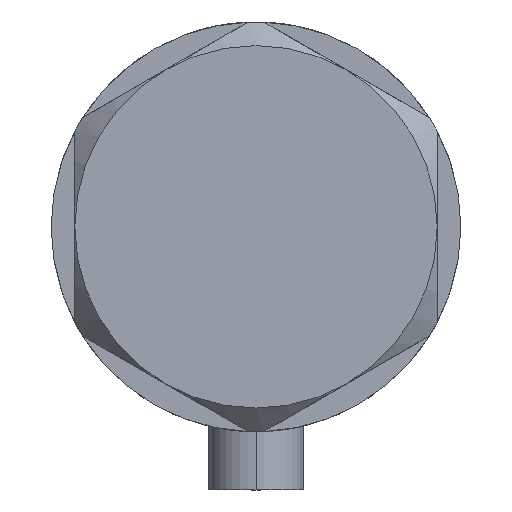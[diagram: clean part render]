
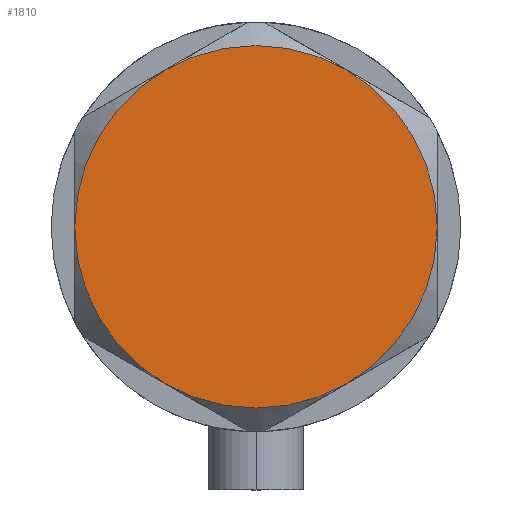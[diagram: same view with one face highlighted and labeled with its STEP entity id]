
A CAD part, left-side view. The second image highlights one B-rep face of the part: STEP entity #1810.
In plain terms, the highlighted face is planar.
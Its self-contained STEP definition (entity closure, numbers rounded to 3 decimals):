
#127 = DIRECTION ( 'NONE',  ( 0., 0., 1. ) ) ;
#231 = DIRECTION ( 'NONE',  ( 0., 0., 1. ) ) ;
#759 = CARTESIAN_POINT ( 'NONE',  ( 0., 0., 9. ) ) ;
#778 = DIRECTION ( 'NONE',  ( 1., 0., 0. ) ) ;
#801 = CIRCLE ( 'NONE', #2976, 23. ) ;
#825 = VERTEX_POINT ( 'NONE', #4784 ) ;
#854 = AXIS2_PLACEMENT_3D ( 'NONE', #759, #1858, #2328 ) ;
#902 = CARTESIAN_POINT ( 'NONE',  ( 0., 0., 9. ) ) ;
#941 = CARTESIAN_POINT ( 'NONE',  ( 0., 0., 9. ) ) ;
#1223 = EDGE_CURVE ( 'NONE', #4929, #3191, #1857, .T. ) ;
#1273 = DIRECTION ( 'NONE',  ( 1., 0., 0. ) ) ;
#1278 = CARTESIAN_POINT ( 'NONE',  ( -11.5, 19.919, 9. ) ) ;
#1432 = CARTESIAN_POINT ( 'NONE',  ( 0., 0., 9. ) ) ;
#1485 = ORIENTED_EDGE ( 'NONE', *, *, #2833, .T. ) ;
#1760 = DIRECTION ( 'NONE',  ( 1., 0., 0. ) ) ;
#1787 = CIRCLE ( 'NONE', #4731, 23. ) ;
#1810 = ADVANCED_FACE ( 'NONE', ( #4364 ), #3489, .T. ) ;
#1857 = CIRCLE ( 'NONE', #2358, 23. ) ;
#1858 = DIRECTION ( 'NONE',  ( 0., 0., 1. ) ) ;
#2039 = ORIENTED_EDGE ( 'NONE', *, *, #4090, .T. ) ;
#2049 = CIRCLE ( 'NONE', #3974, 23. ) ;
#2060 = CARTESIAN_POINT ( 'NONE',  ( 0., 0., 9. ) ) ;
#2110 = DIRECTION ( 'NONE',  ( 1., 0., 0. ) ) ;
#2122 = AXIS2_PLACEMENT_3D ( 'NONE', #941, #231, #4647 ) ;
#2132 = DIRECTION ( 'NONE',  ( 0., 0., 1. ) ) ;
#2157 = ORIENTED_EDGE ( 'NONE', *, *, #1223, .T. ) ;
#2163 = CARTESIAN_POINT ( 'NONE',  ( 0., 0., 9. ) ) ;
#2241 = EDGE_LOOP ( 'NONE', ( #2039, #4132, #4732, #2770, #2157, #1485 ) ) ;
#2289 = CIRCLE ( 'NONE', #2122, 23. ) ;
#2328 = DIRECTION ( 'NONE',  ( 1., 0., 0. ) ) ;
#2358 = AXIS2_PLACEMENT_3D ( 'NONE', #4762, #4878, #1273 ) ;
#2432 = CARTESIAN_POINT ( 'NONE',  ( -11.5, -19.919, 9. ) ) ;
#2464 = AXIS2_PLACEMENT_3D ( 'NONE', #2060, #4876, #778 ) ;
#2770 = ORIENTED_EDGE ( 'NONE', *, *, #3591, .T. ) ;
#2784 = CARTESIAN_POINT ( 'NONE',  ( 11.5, 19.919, 9. ) ) ;
#2796 = EDGE_CURVE ( 'NONE', #3928, #3236, #2289, .T. ) ;
#2833 = EDGE_CURVE ( 'NONE', #3191, #3432, #1787, .T. ) ;
#2976 = AXIS2_PLACEMENT_3D ( 'NONE', #2163, #3750, #2110 ) ;
#3191 = VERTEX_POINT ( 'NONE', #2432 ) ;
#3236 = VERTEX_POINT ( 'NONE', #1278 ) ;
#3432 = VERTEX_POINT ( 'NONE', #3527 ) ;
#3489 = PLANE ( 'NONE',  #854 ) ;
#3527 = CARTESIAN_POINT ( 'NONE',  ( 11.5, -19.919, 9. ) ) ;
#3591 = EDGE_CURVE ( 'NONE', #3236, #4929, #4740, .T. ) ;
#3750 = DIRECTION ( 'NONE',  ( 0., 0., 1. ) ) ;
#3928 = VERTEX_POINT ( 'NONE', #2784 ) ;
#3974 = AXIS2_PLACEMENT_3D ( 'NONE', #902, #2132, #4925 ) ;
#4090 = EDGE_CURVE ( 'NONE', #3432, #825, #2049, .T. ) ;
#4107 = CARTESIAN_POINT ( 'NONE',  ( -23., 0., 9. ) ) ;
#4132 = ORIENTED_EDGE ( 'NONE', *, *, #4932, .T. ) ;
#4364 = FACE_OUTER_BOUND ( 'NONE', #2241, .T. ) ;
#4647 = DIRECTION ( 'NONE',  ( 1., 0., 0. ) ) ;
#4731 = AXIS2_PLACEMENT_3D ( 'NONE', #1432, #127, #1760 ) ;
#4732 = ORIENTED_EDGE ( 'NONE', *, *, #2796, .T. ) ;
#4740 = CIRCLE ( 'NONE', #2464, 23. ) ;
#4762 = CARTESIAN_POINT ( 'NONE',  ( 0., 0., 9. ) ) ;
#4784 = CARTESIAN_POINT ( 'NONE',  ( 23., 0., 9. ) ) ;
#4876 = DIRECTION ( 'NONE',  ( 0., 0., 1. ) ) ;
#4878 = DIRECTION ( 'NONE',  ( 0., 0., 1. ) ) ;
#4925 = DIRECTION ( 'NONE',  ( 1., 0., 0. ) ) ;
#4929 = VERTEX_POINT ( 'NONE', #4107 ) ;
#4932 = EDGE_CURVE ( 'NONE', #825, #3928, #801, .T. ) ;
